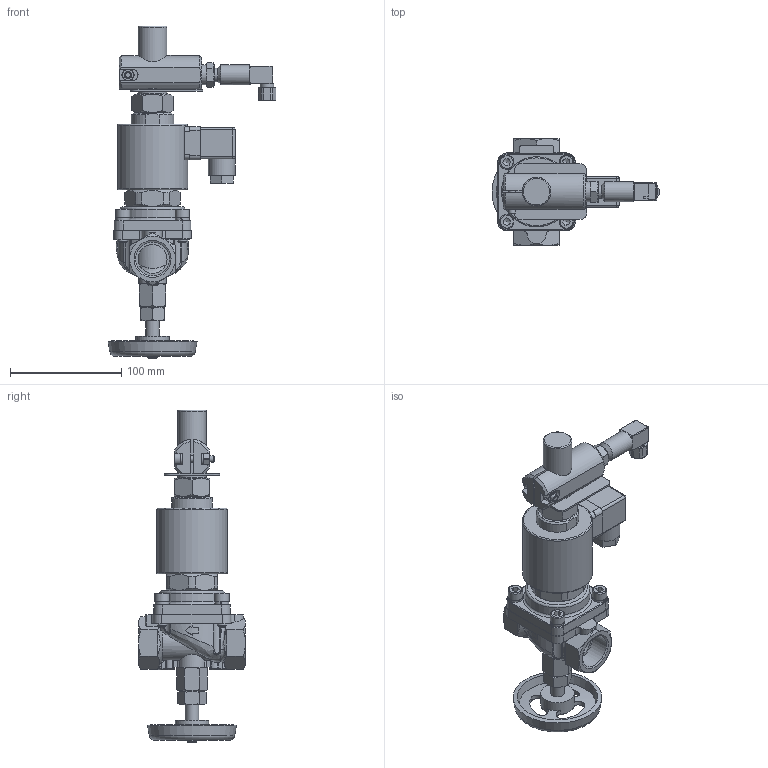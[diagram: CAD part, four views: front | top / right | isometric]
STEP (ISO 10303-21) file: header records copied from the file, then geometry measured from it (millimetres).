
FILE_DESCRIPTION(/* description */ ('3d-Modell'),/* implementation_level */ '2;1');
FILE_NAME(/* name */ '035.001755_3-050-25-1004-R322-HA-1U.stp',/* time_stamp */ '2022-08-25T08:25:25+02:00',/* author */ ('CBeuthner'),/* organization */ (''),/* preprocessor_version */ 'ST-DEVELOPER v16.1',/* originating_system */ 'Autodesk Inventor 2016',/* authorisation */ '');
FILE_SCHEMA (('CONFIG_CONTROL_DESIGN'));
Length unit declared in the file: millimetre
Products named in the file (1): 88-005655
Bounding box: 150.89 x 96 x 298.3 mm (x, y, z)
Volume: 621903.5 mm3; surface area: 128427.7 mm2
Topology: 3 solids, 6 shells, 1253 faces, 3253 edges, 2077 vertices
Faces by surface type: plane 593, cylinder 314, bspline 158, cone 134, torus 45, sphere 9
Full cylindrical faces by diameter (mm): 2 x1, 2.191 x1, 2.4 x2, 2.459 x1, 2.48 x1, 2.971 x4, 3 x1, 3.242 x1, 4 x3, 4.5 x1, 4.917 x2, 5 x1, 6 x5, 6.2 x2, 6.5 x1, 7 x2, 7.7 x2, 8 x10, 8.5 x2, 9 x4, 10 x2, 10.917 x1, 12 x3, 12.1 x1, 12.5 x1, 13 x4, 16.376 x1, 16.996 x2, 17.7 x1, 18 x2
Entity records: 43940 total; most frequent: CARTESIAN_POINT 14599, ORIENTED_EDGE 6006, DIRECTION 5320, EDGE_CURVE 3000, VERTEX_POINT 1996, AXIS2_PLACEMENT_3D 1928, EDGE_LOOP 1547, LINE 1464
